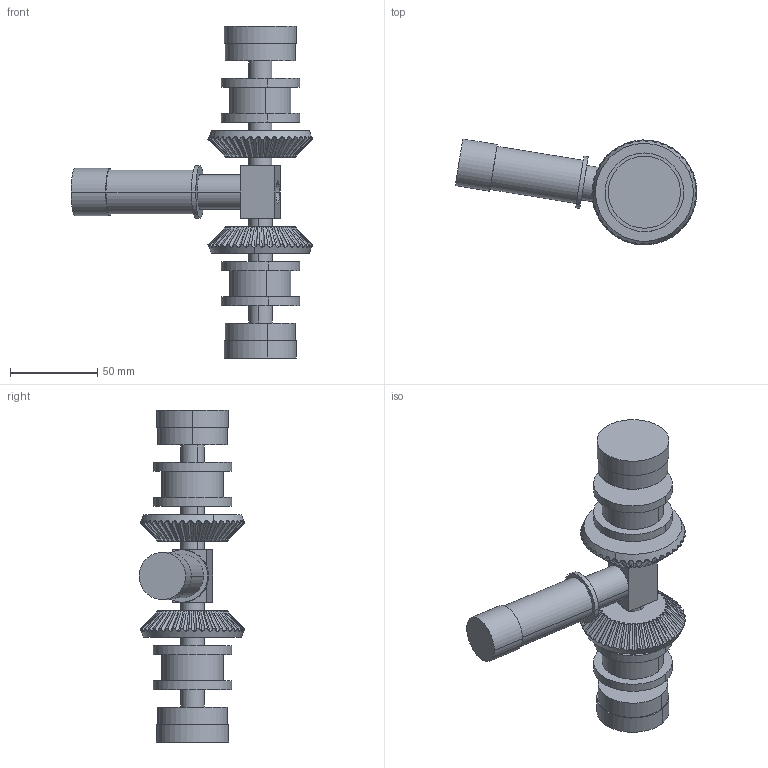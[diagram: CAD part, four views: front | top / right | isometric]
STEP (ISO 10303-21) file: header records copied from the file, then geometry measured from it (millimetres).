
FILE_DESCRIPTION (( 'STEP AP203' ), '1' );
FILE_NAME ('Helico_Predeterminado_sldprt.STEP', '2021-11-03T21:38:03', ( '' ), ( '' ), 'SwSTEP 2.0', 'SolidWorks 2021', '' );
FILE_SCHEMA (( 'CONFIG_CONTROL_DESIGN' ));
Length unit declared in the file: millimetre
Products named in the file (1): Helico_Predeterminado_sldprt
Bounding box: 138.27 x 60.6 x 190 mm (x, y, z)
Volume: 236551.4 mm3; surface area: 53308 mm2
Topology: 1 solids, 1 shells, 324 faces, 892 edges, 592 vertices
Faces by surface type: bspline 160, cone 84, cylinder 46, plane 34
Entity records: 21099 total; most frequent: CARTESIAN_POINT 14343, ORIENTED_EDGE 1784, DIRECTION 920, EDGE_CURVE 892, VERTEX_POINT 592, B_SPLINE_CURVE_WITH_KNOTS 482, AXIS2_PLACEMENT_3D 425, EDGE_LOOP 346
